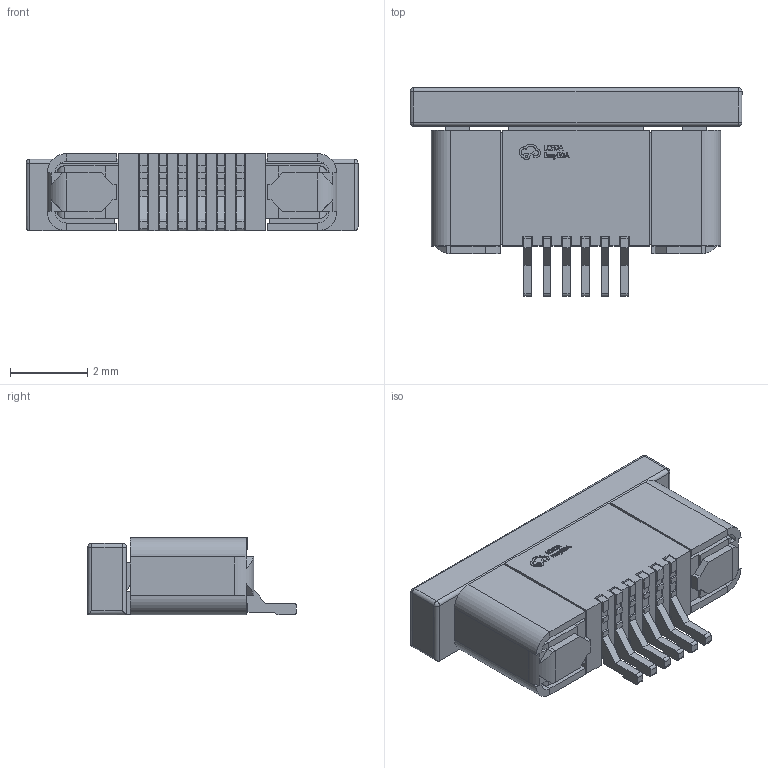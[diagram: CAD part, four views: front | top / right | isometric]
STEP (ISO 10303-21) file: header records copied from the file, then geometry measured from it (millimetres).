
FILE_DESCRIPTION (( 'STEP AP214' ), '1' );
FILE_NAME ('FPC-SMD_P0.50-6P_LSSJ-L8.6-W5.4-H2.0-6P.step', '2022-07-06T16:18:12', ( '' ), ( '' ), 'SwSTEP 2.0', 'SolidWorks 2020', '' );
FILE_SCHEMA (( 'AUTOMOTIVE_DESIGN' ));
Length unit declared in the file: millimetre
Products named in the file (1): FPC-SMD_P0.50-6P_LSSJ-L8.6-W5.4-H2.0-6P
Bounding box: 8.6 x 5.4 x 2.01 mm (x, y, z)
Volume: 46.1 mm3; surface area: 326.6 mm2
Topology: 7 solids, 7 shells, 760 faces, 2108 edges, 1376 vertices
Faces by surface type: plane 567, bspline 110, cylinder 79, sphere 4
Entity records: 33650 total; most frequent: CARTESIAN_POINT 6459, ORIENTED_EDGE 4208, DIRECTION 3316, EDGE_CURVE 2104, LINE 1722, VECTOR 1722, VERTEX_POINT 1376, AXIS2_PLACEMENT_3D 797
